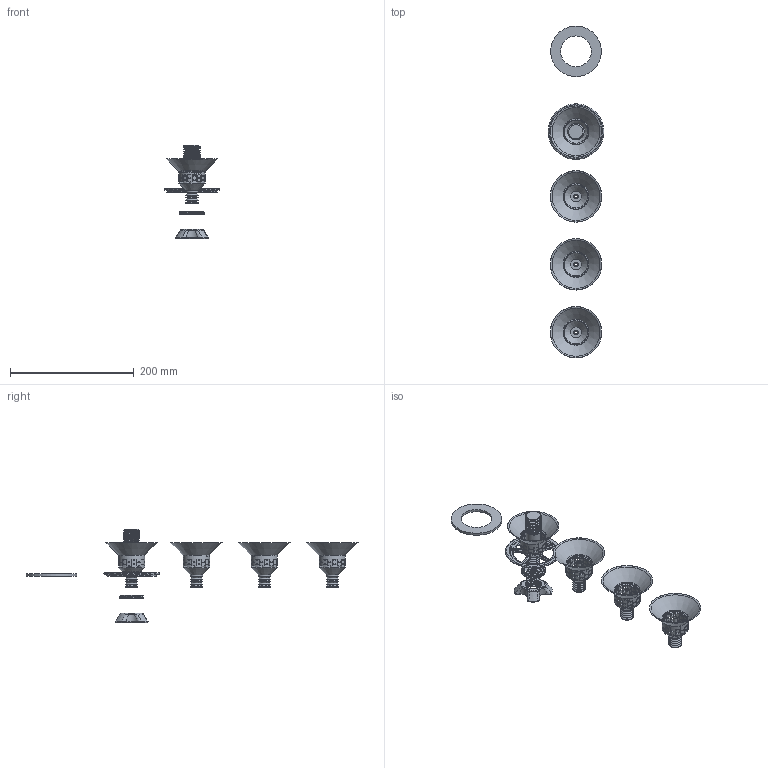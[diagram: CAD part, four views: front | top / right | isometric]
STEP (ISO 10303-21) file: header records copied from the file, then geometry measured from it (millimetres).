
FILE_DESCRIPTION(/* description */ (''),/* implementation_level */ '2;1');
FILE_NAME(/* name */ 'Cheapass Filament Storage Drybags v27.step',/* time_stamp */ '2024-02-14T06:36:32-07:00',/* author */ (''),/* organization */ (''),/* preprocessor_version */ 'ST-DEVELOPER v20',/* originating_system */ 'Autodesk Translation Framework v12.20.1.177',/* authorisation */ '');
FILE_SCHEMA (('AUTOMOTIVE_DESIGN { 1 0 10303 214 3 1 1 }'));
Length unit declared in the file: millimetre
Products named in the file (3): Cheapass Filament Storage Drybags; Tube holder with desiccant storage; Turntable
Assembly tree (2 placements, depth 2):
  Cheapass Filament Storage Drybags
    Tube holder with desiccant storage
    Turntable
Bounding box: 90 x 537.65 x 150.8 mm (x, y, z)
Volume: 146948.7 mm3; surface area: 135681.4 mm2
Topology: 9 solids, 9 shells, 1122 faces, 3056 edges, 1924 vertices
Faces by surface type: plane 664, cylinder 196, cone 144, bspline 94, torus 24
Full cylindrical faces by diameter (mm): 4.6 x5, 5.6 x1, 6.2 x1, 7 x4, 7.6 x1, 8 x1, 8.3 x1, 8.6 x1, 9.2 x2, 17.6 x4, 20 x8, 22.404 x9, 22.5 x2, 22.804 x3, 26.13 x9, 26.53 x4, 34.8 x1, 36.402 x1, 39 x1, 40 x4, 40.949 x4, 42.4 x4, 50 x1, 80 x1, 82 x1, 90 x1
Entity records: 46300 total; most frequent: CARTESIAN_POINT 17770, ORIENTED_EDGE 6100, DIRECTION 5615, EDGE_CURVE 3050, AXIS2_PLACEMENT_3D 2010, VERTEX_POINT 1924, LINE 1595, VECTOR 1595
